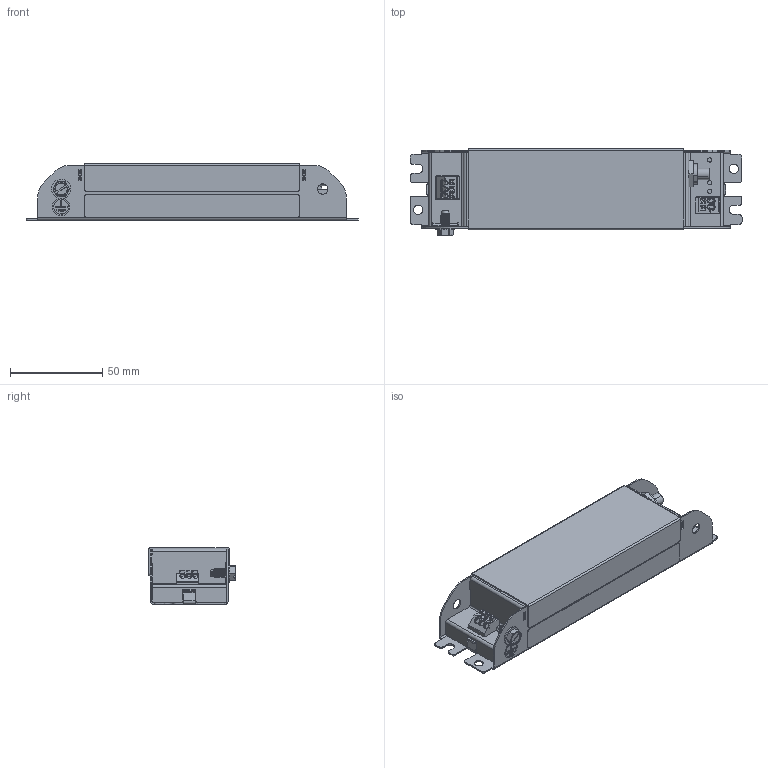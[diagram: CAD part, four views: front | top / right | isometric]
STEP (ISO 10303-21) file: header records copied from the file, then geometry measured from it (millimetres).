
FILE_DESCRIPTION (( 'STEP AP203' ), '1' );
FILE_NAME ('120-003072-000-A001-3DMODEL.STEP', '2016-07-20T20:30:34', ( 'setup' ), ( '' ), 'SwSTEP 2.0', 'SolidWorks 2016', '' );
FILE_SCHEMA (( 'CONFIG_CONTROL_DESIGN' ));
Length unit declared in the file: inch
Products named in the file (1): 120-003072-000-A001-3DMODEL
Bounding box: 180.34 x 46.89 x 30.73 mm (x, y, z)
Surface area: 76968 mm2 (no closed solid volume)
Topology: 0 solids, 13 shells, 535 faces, 1976 edges, 1446 vertices
Faces by surface type: plane 296, cylinder 189, cone 26, bspline 24
Entity records: 22904 total; most frequent: CARTESIAN_POINT 6459, DIRECTION 3300, ORIENTED_EDGE 3197, EDGE_CURVE 1976, VERTEX_POINT 1446, LINE 1132, VECTOR 1132, AXIS2_PLACEMENT_3D 1084
